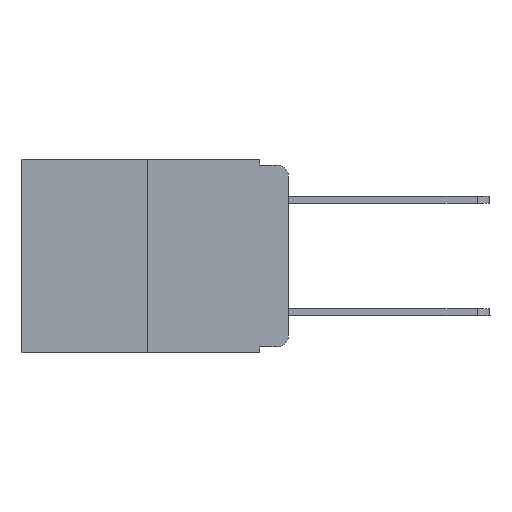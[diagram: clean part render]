
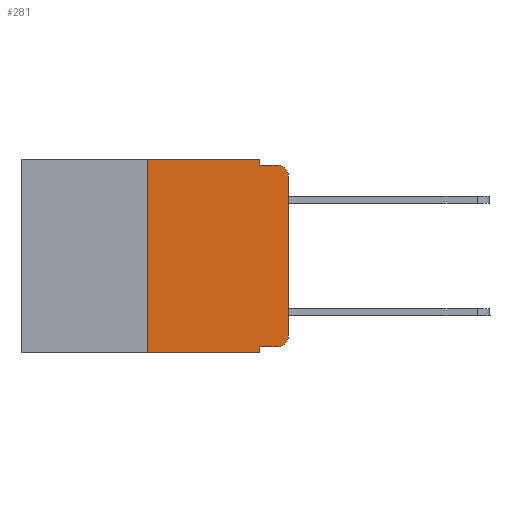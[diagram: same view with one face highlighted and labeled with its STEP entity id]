
A CAD part, left-side view. The second image highlights one B-rep face of the part: STEP entity #281.
In plain terms, the highlighted planar face has unit normal (-1, 0, 0).
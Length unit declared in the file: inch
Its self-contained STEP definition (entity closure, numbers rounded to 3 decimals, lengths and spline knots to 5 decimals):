
#281 = ADVANCED_FACE ( 'NONE', ( #16445 ), #2749, .F. ) ;
#461 = EDGE_CURVE ( 'NONE', #8834, #4471, #19028, .T. ) ;
#1012 = LINE ( 'NONE', #18845, #5596 ) ;
#1308 = AXIS2_PLACEMENT_3D ( 'NONE', #17425, #7748, #25412 ) ;
#2285 = DIRECTION ( 'NONE',  ( -1., 0., 0. ) ) ;
#2437 = CARTESIAN_POINT ( 'NONE',  ( 0., 0.051, -0.01 ) ) ;
#2625 = DIRECTION ( 'NONE',  ( 0., 0., -1. ) ) ;
#2749 = PLANE ( 'NONE',  #22677 ) ;
#2938 = ORIENTED_EDGE ( 'NONE', *, *, #9239, .F. ) ;
#3209 = CIRCLE ( 'NONE', #4374, 0.02 ) ;
#3213 = CARTESIAN_POINT ( 'NONE',  ( 0., 0., -0.03 ) ) ;
#3517 = DIRECTION ( 'NONE',  ( 0., -1., 0. ) ) ;
#3573 = VERTEX_POINT ( 'NONE', #25275 ) ;
#3761 = CARTESIAN_POINT ( 'NONE',  ( 0., 0.051, 0. ) ) ;
#4124 = DIRECTION ( 'NONE',  ( 0., 0., 1. ) ) ;
#4347 = CARTESIAN_POINT ( 'NONE',  ( 0., 0.02, -0.313 ) ) ;
#4374 = AXIS2_PLACEMENT_3D ( 'NONE', #4347, #2285, #6410 ) ;
#4471 = VERTEX_POINT ( 'NONE', #3761 ) ;
#4526 = EDGE_CURVE ( 'NONE', #23677, #3573, #6461, .T. ) ;
#4567 = CARTESIAN_POINT ( 'NONE',  ( 0., 0.473, 0. ) ) ;
#4661 = VECTOR ( 'NONE', #18184, 39.37008 ) ;
#5197 = VERTEX_POINT ( 'NONE', #21227 ) ;
#5226 = ORIENTED_EDGE ( 'NONE', *, *, #11208, .T. ) ;
#5339 = CARTESIAN_POINT ( 'NONE',  ( 0., 0.051, -0.333 ) ) ;
#5541 = EDGE_CURVE ( 'NONE', #25102, #19329, #24948, .T. ) ;
#5596 = VECTOR ( 'NONE', #10693, 39.37008 ) ;
#5618 = CARTESIAN_POINT ( 'NONE',  ( 0., 0., 0. ) ) ;
#6410 = DIRECTION ( 'NONE',  ( 0., 0., -1. ) ) ;
#6461 = LINE ( 'NONE', #22178, #24156 ) ;
#6673 = CIRCLE ( 'NONE', #1308, 0.02 ) ;
#6802 = CARTESIAN_POINT ( 'NONE',  ( 0., 0.02, -0.333 ) ) ;
#6849 = ORIENTED_EDGE ( 'NONE', *, *, #12729, .F. ) ;
#6918 = DIRECTION ( 'NONE',  ( 0., 0., -1. ) ) ;
#7675 = EDGE_CURVE ( 'NONE', #4471, #23943, #1012, .T. ) ;
#7748 = DIRECTION ( 'NONE',  ( -1., 0., 0. ) ) ;
#8570 = ORIENTED_EDGE ( 'NONE', *, *, #23005, .T. ) ;
#8834 = VERTEX_POINT ( 'NONE', #10190 ) ;
#9109 = DIRECTION ( 'NONE',  ( 0., 0., 1. ) ) ;
#9239 = EDGE_CURVE ( 'NONE', #25102, #3573, #17243, .T. ) ;
#10181 = LINE ( 'NONE', #21787, #10543 ) ;
#10190 = CARTESIAN_POINT ( 'NONE',  ( 0., 0.25, 0. ) ) ;
#10543 = VECTOR ( 'NONE', #4124, 39.37008 ) ;
#10693 = DIRECTION ( 'NONE',  ( 0., 0., -1. ) ) ;
#10705 = ORIENTED_EDGE ( 'NONE', *, *, #17308, .F. ) ;
#11171 = CARTESIAN_POINT ( 'NONE',  ( 0., 0.051, 0. ) ) ;
#11208 = EDGE_CURVE ( 'NONE', #12871, #13813, #6673, .T. ) ;
#12244 = LINE ( 'NONE', #2437, #4661 ) ;
#12249 = VECTOR ( 'NONE', #9109, 39.37008 ) ;
#12456 = ORIENTED_EDGE ( 'NONE', *, *, #5541, .T. ) ;
#12553 = CARTESIAN_POINT ( 'NONE',  ( 0., 0.02, -0.01 ) ) ;
#12729 = EDGE_CURVE ( 'NONE', #23943, #13813, #12244, .T. ) ;
#12871 = VERTEX_POINT ( 'NONE', #3213 ) ;
#12892 = VECTOR ( 'NONE', #20566, 39.37008 ) ;
#13813 = VERTEX_POINT ( 'NONE', #12553 ) ;
#16152 = EDGE_LOOP ( 'NONE', ( #8570, #5226, #6849, #21995, #20163, #10705, #23484, #2938, #12456, #16468 ) ) ;
#16252 = CARTESIAN_POINT ( 'NONE',  ( 0., 0.25, -0.343 ) ) ;
#16445 = FACE_OUTER_BOUND ( 'NONE', #16152, .T. ) ;
#16468 = ORIENTED_EDGE ( 'NONE', *, *, #19087, .T. ) ;
#17243 = LINE ( 'NONE', #11171, #19771 ) ;
#17308 = EDGE_CURVE ( 'NONE', #23677, #8834, #10181, .T. ) ;
#17425 = CARTESIAN_POINT ( 'NONE',  ( 0., 0.02, -0.03 ) ) ;
#18184 = DIRECTION ( 'NONE',  ( 0., -1., 0. ) ) ;
#18329 = DIRECTION ( 'NONE',  ( 0., -1., 0. ) ) ;
#18845 = CARTESIAN_POINT ( 'NONE',  ( 0., 0.051, 0. ) ) ;
#19028 = LINE ( 'NONE', #19154, #24778 ) ;
#19087 = EDGE_CURVE ( 'NONE', #19329, #5197, #3209, .T. ) ;
#19154 = CARTESIAN_POINT ( 'NONE',  ( 0., 0.473, 0. ) ) ;
#19329 = VERTEX_POINT ( 'NONE', #6802 ) ;
#19771 = VECTOR ( 'NONE', #6918, 39.37008 ) ;
#20163 = ORIENTED_EDGE ( 'NONE', *, *, #461, .F. ) ;
#20180 = DIRECTION ( 'NONE',  ( 1., 0., 0. ) ) ;
#20566 = DIRECTION ( 'NONE',  ( 0., -1., 0. ) ) ;
#21227 = CARTESIAN_POINT ( 'NONE',  ( 0., 0., -0.313 ) ) ;
#21230 = LINE ( 'NONE', #5618, #12249 ) ;
#21787 = CARTESIAN_POINT ( 'NONE',  ( 0., 0.25, 0. ) ) ;
#21995 = ORIENTED_EDGE ( 'NONE', *, *, #7675, .F. ) ;
#22178 = CARTESIAN_POINT ( 'NONE',  ( 0., 0.473, -0.343 ) ) ;
#22453 = CARTESIAN_POINT ( 'NONE',  ( 0., 0.051, -0.333 ) ) ;
#22677 = AXIS2_PLACEMENT_3D ( 'NONE', #4567, #20180, #2625 ) ;
#23005 = EDGE_CURVE ( 'NONE', #5197, #12871, #21230, .T. ) ;
#23484 = ORIENTED_EDGE ( 'NONE', *, *, #4526, .T. ) ;
#23677 = VERTEX_POINT ( 'NONE', #16252 ) ;
#23943 = VERTEX_POINT ( 'NONE', #25391 ) ;
#24156 = VECTOR ( 'NONE', #18329, 39.37008 ) ;
#24778 = VECTOR ( 'NONE', #3517, 39.37008 ) ;
#24948 = LINE ( 'NONE', #5339, #12892 ) ;
#25102 = VERTEX_POINT ( 'NONE', #22453 ) ;
#25275 = CARTESIAN_POINT ( 'NONE',  ( 0., 0.051, -0.343 ) ) ;
#25391 = CARTESIAN_POINT ( 'NONE',  ( 0., 0.051, -0.01 ) ) ;
#25412 = DIRECTION ( 'NONE',  ( 0., 0., -1. ) ) ;
